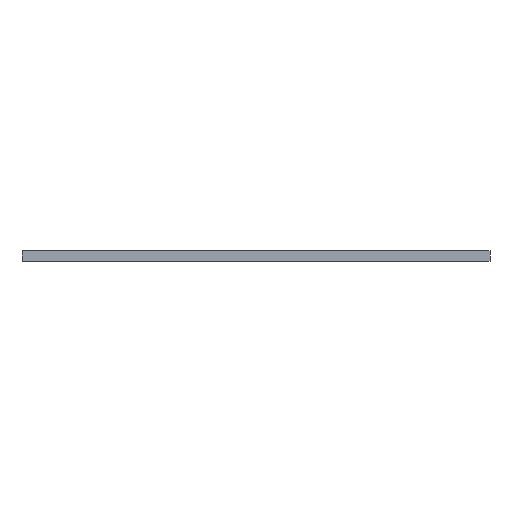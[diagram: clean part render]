
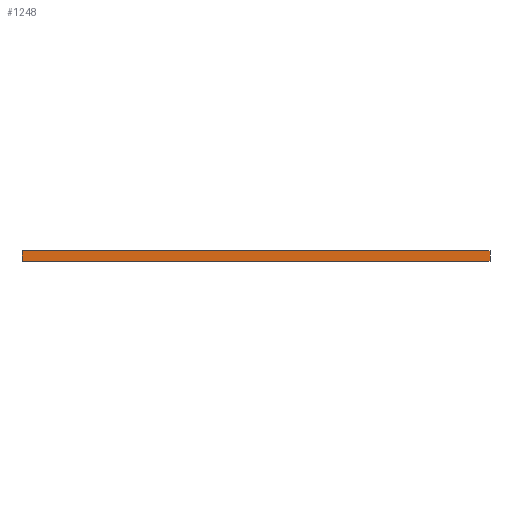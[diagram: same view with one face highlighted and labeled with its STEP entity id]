
A CAD part, front view. The second image highlights one B-rep face of the part: STEP entity #1248.
In plain terms, the highlighted planar face has unit normal (0, -1, 0).
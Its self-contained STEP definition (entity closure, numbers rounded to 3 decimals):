
#112 = VERTEX_POINT('',#113);
#113 = CARTESIAN_POINT('',(193.,-132.,1.6));
#119 = EDGE_CURVE('',#120,#112,#122,.T.);
#120 = VERTEX_POINT('',#121);
#121 = CARTESIAN_POINT('',(193.,-132.,0.));
#122 = LINE('',#123,#124);
#123 = CARTESIAN_POINT('',(193.,-132.,0.));
#124 = VECTOR('',#125,1.);
#125 = DIRECTION('',(0.,0.,1.));
#176 = VERTEX_POINT('',#177);
#177 = CARTESIAN_POINT('',(118.5,-132.,0.));
#183 = EDGE_CURVE('',#120,#176,#184,.T.);
#184 = LINE('',#185,#186);
#185 = CARTESIAN_POINT('',(193.,-132.,0.));
#186 = VECTOR('',#187,1.);
#187 = DIRECTION('',(-1.,0.,0.));
#723 = VERTEX_POINT('',#724);
#724 = CARTESIAN_POINT('',(118.5,-132.,1.6));
#730 = EDGE_CURVE('',#112,#723,#731,.T.);
#731 = LINE('',#732,#733);
#732 = CARTESIAN_POINT('',(193.,-132.,1.6));
#733 = VECTOR('',#734,1.);
#734 = DIRECTION('',(-1.,0.,0.));
#1248 = ADVANCED_FACE('',(#1249),#1260,.T.);
#1249 = FACE_BOUND('',#1250,.T.);
#1250 = EDGE_LOOP('',(#1251,#1252,#1253,#1259));
#1251 = ORIENTED_EDGE('',*,*,#119,.T.);
#1252 = ORIENTED_EDGE('',*,*,#730,.T.);
#1253 = ORIENTED_EDGE('',*,*,#1254,.F.);
#1254 = EDGE_CURVE('',#176,#723,#1255,.T.);
#1255 = LINE('',#1256,#1257);
#1256 = CARTESIAN_POINT('',(118.5,-132.,0.));
#1257 = VECTOR('',#1258,1.);
#1258 = DIRECTION('',(0.,0.,1.));
#1259 = ORIENTED_EDGE('',*,*,#183,.F.);
#1260 = PLANE('',#1261);
#1261 = AXIS2_PLACEMENT_3D('',#1262,#1263,#1264);
#1262 = CARTESIAN_POINT('',(193.,-132.,0.));
#1263 = DIRECTION('',(0.,-1.,0.));
#1264 = DIRECTION('',(-1.,0.,0.));
